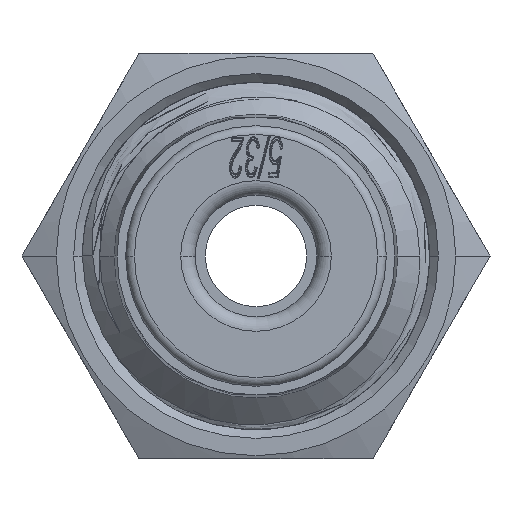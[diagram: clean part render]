
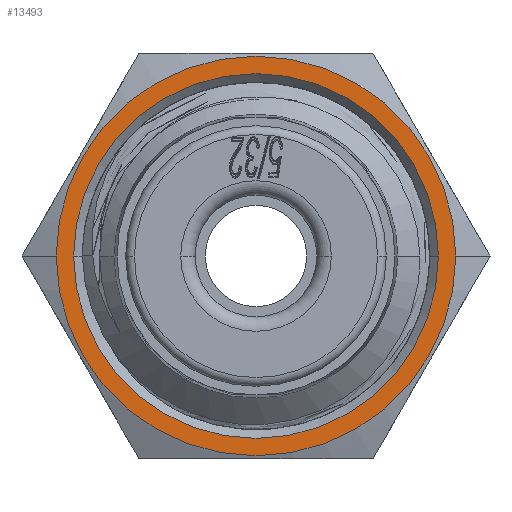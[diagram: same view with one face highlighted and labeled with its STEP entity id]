
A CAD part, front view. The second image highlights one B-rep face of the part: STEP entity #13493.
In plain terms, the highlighted planar face has unit normal (0, -1, 0).
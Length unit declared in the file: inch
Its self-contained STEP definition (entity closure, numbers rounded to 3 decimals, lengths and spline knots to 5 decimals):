
#80 = CARTESIAN_POINT ( 'NONE',  ( 0.15911, -0.38189, 1.45669 ) ) ;
#615 = VERTEX_POINT ( 'NONE', #3122 ) ;
#1020 = EDGE_CURVE ( 'NONE', #615, #9320, #6383, .T. ) ;
#1621 = DIRECTION ( 'NONE',  ( 0., -1., 0. ) ) ;
#2449 = CIRCLE ( 'NONE', #7301, 0.27165 ) ;
#2858 = CIRCLE ( 'NONE', #16968, 0.24803 ) ;
#3047 = AXIS2_PLACEMENT_3D ( 'NONE', #80, #1621, #11448 ) ;
#3122 = CARTESIAN_POINT ( 'NONE',  ( -0.24803, -0.38189, 1.1811 ) ) ;
#3798 = VERTEX_POINT ( 'NONE', #4450 ) ;
#4450 = CARTESIAN_POINT ( 'NONE',  ( -0.27165, -0.38189, 1.1811 ) ) ;
#4806 = CARTESIAN_POINT ( 'NONE',  ( 0., -0.38189, 1.1811 ) ) ;
#4951 = CARTESIAN_POINT ( 'NONE',  ( 0.24803, -0.38189, 1.1811 ) ) ;
#5958 = AXIS2_PLACEMENT_3D ( 'NONE', #4806, #9218, #14684 ) ;
#6383 = CIRCLE ( 'NONE', #13497, 0.24803 ) ;
#6728 = EDGE_CURVE ( 'NONE', #3798, #17817, #10692, .T. ) ;
#7301 = AXIS2_PLACEMENT_3D ( 'NONE', #12430, #16811, #16684 ) ;
#7431 = DIRECTION ( 'NONE',  ( 0., 1., 0. ) ) ;
#7520 = FACE_OUTER_BOUND ( 'NONE', #12561, .T. ) ;
#8624 = PLANE ( 'NONE',  #3047 ) ;
#9218 = DIRECTION ( 'NONE',  ( 0., 1., 0. ) ) ;
#9320 = VERTEX_POINT ( 'NONE', #4951 ) ;
#10375 = CARTESIAN_POINT ( 'NONE',  ( 0., -0.38189, 1.1811 ) ) ;
#10378 = FACE_BOUND ( 'NONE', #14444, .T. ) ;
#10692 = CIRCLE ( 'NONE', #5958, 0.27165 ) ;
#10903 = EDGE_CURVE ( 'NONE', #17817, #3798, #2449, .T. ) ;
#10912 = ORIENTED_EDGE ( 'NONE', *, *, #14871, .T. ) ;
#11448 = DIRECTION ( 'NONE',  ( 1., 0., 0. ) ) ;
#12354 = CARTESIAN_POINT ( 'NONE',  ( 0., -0.38189, 1.1811 ) ) ;
#12430 = CARTESIAN_POINT ( 'NONE',  ( 0., -0.38189, 1.1811 ) ) ;
#12561 = EDGE_LOOP ( 'NONE', ( #13116, #13386 ) ) ;
#12992 = DIRECTION ( 'NONE',  ( 1., 0., 0. ) ) ;
#13116 = ORIENTED_EDGE ( 'NONE', *, *, #6728, .F. ) ;
#13386 = ORIENTED_EDGE ( 'NONE', *, *, #10903, .F. ) ;
#13493 = ADVANCED_FACE ( 'NONE', ( #10378, #7520 ), #8624, .T. ) ;
#13497 = AXIS2_PLACEMENT_3D ( 'NONE', #10375, #7431, #12992 ) ;
#14444 = EDGE_LOOP ( 'NONE', ( #10912, #16314 ) ) ;
#14684 = DIRECTION ( 'NONE',  ( 1., 0., 0. ) ) ;
#14871 = EDGE_CURVE ( 'NONE', #9320, #615, #2858, .T. ) ;
#15190 = DIRECTION ( 'NONE',  ( 1., 0., 0. ) ) ;
#15372 = DIRECTION ( 'NONE',  ( 0., 1., 0. ) ) ;
#16314 = ORIENTED_EDGE ( 'NONE', *, *, #1020, .T. ) ;
#16429 = CARTESIAN_POINT ( 'NONE',  ( 0.27165, -0.38189, 1.1811 ) ) ;
#16684 = DIRECTION ( 'NONE',  ( 1., 0., 0. ) ) ;
#16811 = DIRECTION ( 'NONE',  ( 0., 1., 0. ) ) ;
#16968 = AXIS2_PLACEMENT_3D ( 'NONE', #12354, #15372, #15190 ) ;
#17817 = VERTEX_POINT ( 'NONE', #16429 ) ;
